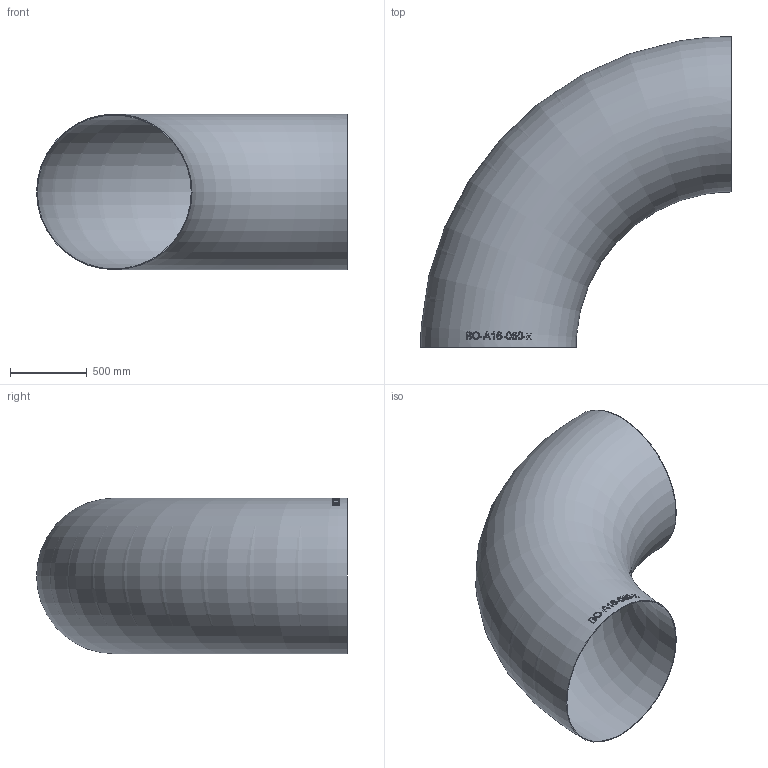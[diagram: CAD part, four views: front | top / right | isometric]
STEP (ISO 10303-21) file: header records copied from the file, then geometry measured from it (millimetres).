
FILE_DESCRIPTION (( 'STEP AP214' ), '1' );
FILE_NAME ('BO-A16-050-x Bogen 2005.STEP', '2020-05-01T11:15:19', ( '' ), ( '' ), 'SwSTEP 2.0', 'SolidWorks 2019', '' );
FILE_SCHEMA (( 'AUTOMOTIVE_DESIGN' ));
Length unit declared in the file: millimetre
Products named in the file (1): BO-A16-050-x Bogen 2005
Bounding box: 2032 x 2032 x 1016 mm (x, y, z)
Volume: 38016707 mm3; surface area: 15238573.7 mm2
Topology: 1 solids, 1 shells, 150 faces, 391 edges, 261 vertices
Faces by surface type: bspline 126, torus 22, plane 2
Entity records: 40801 total; most frequent: CARTESIAN_POINT 36735, ORIENTED_EDGE 764, EDGE_CURVE 382, B_SPLINE_CURVE_WITH_KNOTS 378, VERTEX_POINT 256, EDGE_LOOP 172, FACE_OUTER_BOUND 151, ADVANCED_FACE 149
